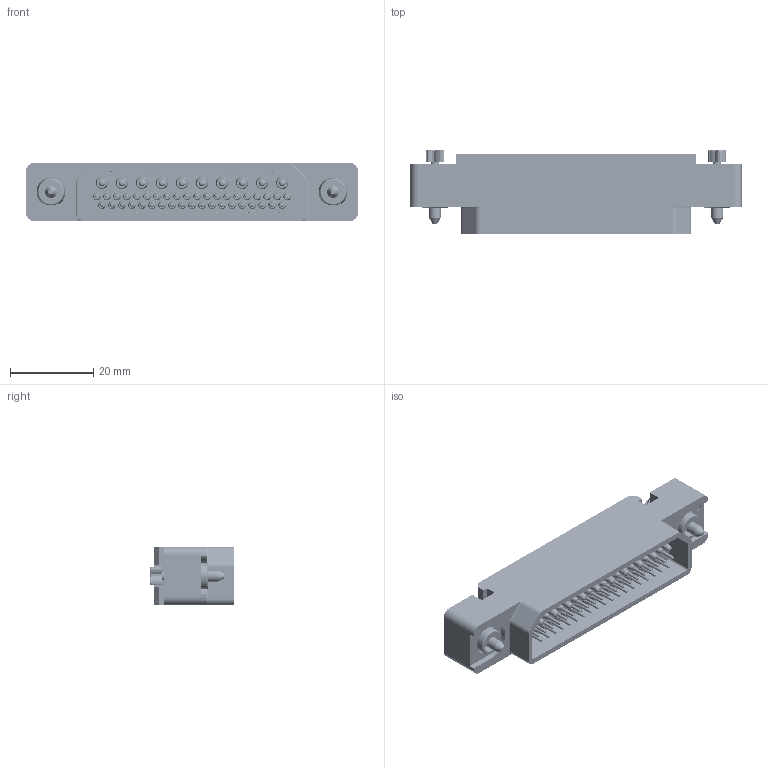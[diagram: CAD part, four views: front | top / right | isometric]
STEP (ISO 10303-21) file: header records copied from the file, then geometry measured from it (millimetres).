
FILE_DESCRIPTION((''),'2;1');
FILE_NAME('1900ND03P2A00B','2019-10-29T',('presta_be4'),(''),'CREO PARAMETRIC BY PTC INC, 2018360','CREO PARAMETRIC BY PTC INC, 2018360','');
FILE_SCHEMA(('CONFIG_CONTROL_DESIGN'));
Products named in the file (1): 1900ND03P2A00B
Bounding box: 80 x 20.16 x 14 mm (x, y, z)
Volume: 10778 mm3; surface area: 14837.2 mm2
Topology: 3 solids, 3 shells, 4324 faces, 10677 edges, 6635 vertices
Faces by surface type: plane 1948, cylinder 1397, cone 608, torus 241, bspline 102, extrusion 28
Entity records: 150140 total; most frequent: CARTESIAN_POINT 46615, DIRECTION 21918, ORIENTED_EDGE 21150, EDGE_CURVE 10575, AXIS2_PLACEMENT_3D 7742, VERTEX_POINT 6635, VECTOR 6434, LINE 6406
